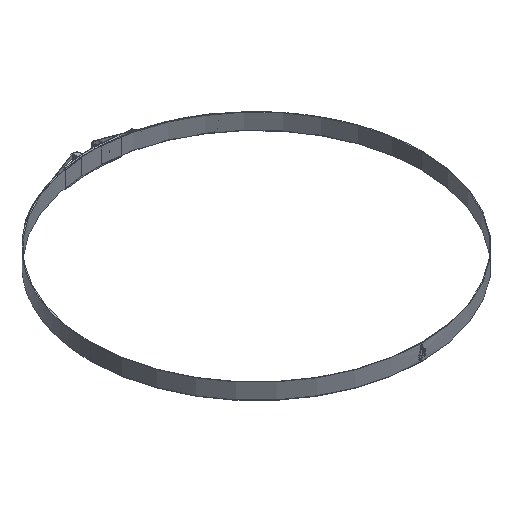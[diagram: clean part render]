
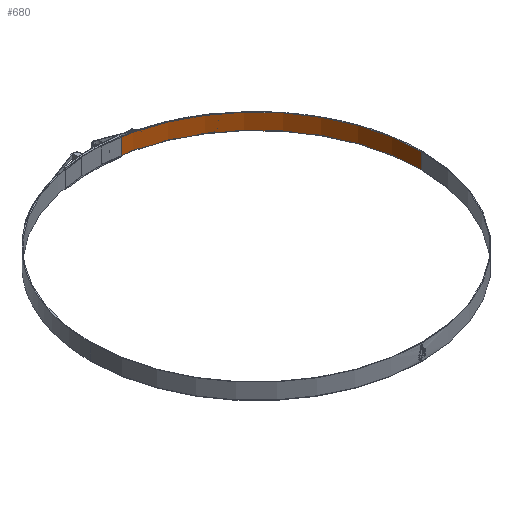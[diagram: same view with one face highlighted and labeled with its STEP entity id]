
A CAD part, isometric view. The second image highlights one B-rep face of the part: STEP entity #680.
In plain terms, the highlighted cylindrical face has radius 200 mm (diameter 400 mm), a partial arc.
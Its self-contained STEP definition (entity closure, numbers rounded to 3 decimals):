
#232 = CARTESIAN_POINT ( 'NONE',  ( 12.195, 199.628, 9.65 ) ) ;
#239 = DIRECTION ( 'NONE',  ( 0., 0., -1. ) ) ;
#618 = AXIS2_PLACEMENT_3D ( 'NONE', #12154, #5415, #2091 ) ;
#680 = ADVANCED_FACE ( 'NONE', ( #12076 ), #932, .F. ) ;
#932 = CYLINDRICAL_SURFACE ( 'NONE', #618, 200. ) ;
#1538 = VECTOR ( 'NONE', #8966, 1000. ) ;
#1610 = AXIS2_PLACEMENT_3D ( 'NONE', #2034, #6521, #14484 ) ;
#1856 = VECTOR ( 'NONE', #239, 1000. ) ;
#2034 = CARTESIAN_POINT ( 'NONE',  ( 0., 0., -9.65 ) ) ;
#2091 = DIRECTION ( 'NONE',  ( -1., 0., 0. ) ) ;
#2866 = EDGE_LOOP ( 'NONE', ( #7673, #12789, #8232, #7241 ) ) ;
#2977 = VERTEX_POINT ( 'NONE', #232 ) ;
#4108 = CARTESIAN_POINT ( 'NONE',  ( 200., 0., 9.65 ) ) ;
#5411 = VERTEX_POINT ( 'NONE', #4108 ) ;
#5415 = DIRECTION ( 'NONE',  ( 0., 0., -1. ) ) ;
#5481 = CARTESIAN_POINT ( 'NONE',  ( 0., 0., 9.65 ) ) ;
#5619 = CARTESIAN_POINT ( 'NONE',  ( 200., 0., 9.65 ) ) ;
#5906 = CARTESIAN_POINT ( 'NONE',  ( 200., 0., -9.65 ) ) ;
#6521 = DIRECTION ( 'NONE',  ( 0., 0., -1. ) ) ;
#6784 = LINE ( 'NONE', #5619, #1538 ) ;
#6824 = CIRCLE ( 'NONE', #9881, 200. ) ;
#6846 = EDGE_CURVE ( 'NONE', #8507, #8111, #9834, .T. ) ;
#7233 = CARTESIAN_POINT ( 'NONE',  ( 12.195, 199.628, -9.65 ) ) ;
#7241 = ORIENTED_EDGE ( 'NONE', *, *, #6846, .T. ) ;
#7673 = ORIENTED_EDGE ( 'NONE', *, *, #13569, .F. ) ;
#7810 = DIRECTION ( 'NONE',  ( -1., 0., 0. ) ) ;
#7952 = EDGE_CURVE ( 'NONE', #2977, #8507, #10548, .T. ) ;
#8111 = VERTEX_POINT ( 'NONE', #5906 ) ;
#8232 = ORIENTED_EDGE ( 'NONE', *, *, #7952, .T. ) ;
#8507 = VERTEX_POINT ( 'NONE', #7233 ) ;
#8966 = DIRECTION ( 'NONE',  ( 0., 0., -1. ) ) ;
#9159 = EDGE_CURVE ( 'NONE', #2977, #5411, #6824, .T. ) ;
#9834 = CIRCLE ( 'NONE', #1610, 200. ) ;
#9881 = AXIS2_PLACEMENT_3D ( 'NONE', #5481, #13274, #7810 ) ;
#10548 = LINE ( 'NONE', #12580, #1856 ) ;
#12076 = FACE_OUTER_BOUND ( 'NONE', #2866, .T. ) ;
#12154 = CARTESIAN_POINT ( 'NONE',  ( 0., 0., 9.65 ) ) ;
#12580 = CARTESIAN_POINT ( 'NONE',  ( 12.195, 199.628, 9.65 ) ) ;
#12789 = ORIENTED_EDGE ( 'NONE', *, *, #9159, .F. ) ;
#13274 = DIRECTION ( 'NONE',  ( 0., 0., -1. ) ) ;
#13569 = EDGE_CURVE ( 'NONE', #5411, #8111, #6784, .T. ) ;
#14484 = DIRECTION ( 'NONE',  ( -1., 0., 0. ) ) ;
